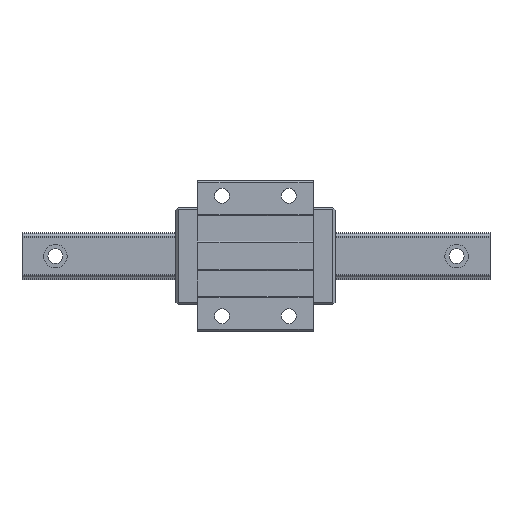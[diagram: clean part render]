
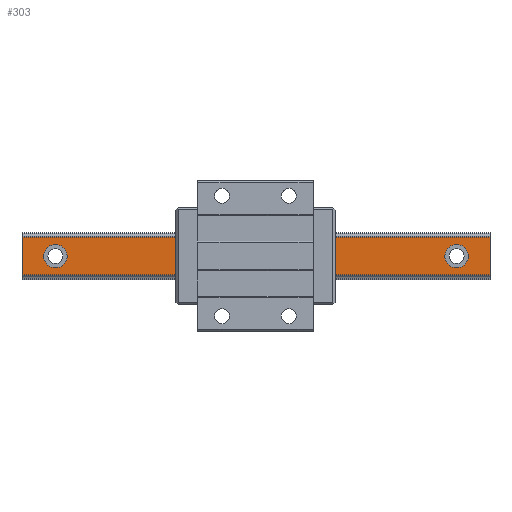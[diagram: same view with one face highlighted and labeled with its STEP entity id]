
A CAD part, top view. The second image highlights one B-rep face of the part: STEP entity #303.
In plain terms, the highlighted planar face has unit normal (0, 0, 1).
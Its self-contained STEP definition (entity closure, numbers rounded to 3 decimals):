
#111=FACE_BOUND('',#645,.T.);
#112=FACE_BOUND('',#646,.T.);
#113=FACE_BOUND('',#647,.T.);
#114=FACE_BOUND('',#648,.T.);
#115=FACE_BOUND('',#649,.T.);
#197=PLANE('',#3309);
#303=ADVANCED_FACE('',(#111,#112,#113,#114,#115),#197,.T.);
#645=EDGE_LOOP('',(#1075));
#646=EDGE_LOOP('',(#1076));
#647=EDGE_LOOP('',(#1077));
#648=EDGE_LOOP('',(#1078));
#649=EDGE_LOOP('',(#1079,#1080,#1081,#1082));
#1075=ORIENTED_EDGE('',*,*,#2329,.T.);
#1076=ORIENTED_EDGE('',*,*,#2330,.T.);
#1077=ORIENTED_EDGE('',*,*,#2331,.T.);
#1078=ORIENTED_EDGE('',*,*,#2332,.T.);
#1079=ORIENTED_EDGE('',*,*,#2333,.F.);
#1080=ORIENTED_EDGE('',*,*,#2328,.F.);
#1081=ORIENTED_EDGE('',*,*,#2334,.T.);
#1082=ORIENTED_EDGE('',*,*,#2335,.T.);
#1953=VERTEX_POINT('',#4531);
#1954=VERTEX_POINT('',#4533);
#1955=VERTEX_POINT('',#4537);
#1956=VERTEX_POINT('',#4539);
#1957=VERTEX_POINT('',#4541);
#1958=VERTEX_POINT('',#4543);
#1959=VERTEX_POINT('',#4545);
#1960=VERTEX_POINT('',#4547);
#2328=EDGE_CURVE('',#1954,#1953,#2859,.T.);
#2329=EDGE_CURVE('',#1955,#1955,#2741,.T.);
#2330=EDGE_CURVE('',#1956,#1956,#2742,.T.);
#2331=EDGE_CURVE('',#1957,#1957,#2743,.T.);
#2332=EDGE_CURVE('',#1958,#1958,#2744,.T.);
#2333=EDGE_CURVE('',#1953,#1959,#2860,.T.);
#2334=EDGE_CURVE('',#1954,#1960,#2861,.T.);
#2335=EDGE_CURVE('',#1960,#1959,#2862,.T.);
#2741=CIRCLE('',#3305,7.);
#2742=CIRCLE('',#3306,7.);
#2743=CIRCLE('',#3307,7.);
#2744=CIRCLE('',#3308,7.);
#2859=LINE('',#4534,#3066);
#2860=LINE('',#4544,#3067);
#2861=LINE('',#4546,#3068);
#2862=LINE('',#4548,#3069);
#3066=VECTOR('',#3678,1.);
#3067=VECTOR('',#3689,1.);
#3068=VECTOR('',#3690,1.);
#3069=VECTOR('',#3691,1.);
#3305=AXIS2_PLACEMENT_3D('',#4536,#3681,#3682);
#3306=AXIS2_PLACEMENT_3D('',#4538,#3683,#3684);
#3307=AXIS2_PLACEMENT_3D('',#4540,#3685,#3686);
#3308=AXIS2_PLACEMENT_3D('',#4542,#3687,#3688);
#3309=AXIS2_PLACEMENT_3D('',#4549,#3692,#3693);
#3678=DIRECTION('',(-1.,0.,0.));
#3681=DIRECTION('',(0.,0.,-1.));
#3682=DIRECTION('',(-1.,0.,0.));
#3683=DIRECTION('',(0.,0.,-1.));
#3684=DIRECTION('',(-1.,0.,0.));
#3685=DIRECTION('',(0.,0.,-1.));
#3686=DIRECTION('',(-1.,0.,0.));
#3687=DIRECTION('',(0.,0.,-1.));
#3688=DIRECTION('',(-1.,0.,0.));
#3689=DIRECTION('',(0.,1.,0.));
#3690=DIRECTION('',(0.,1.,0.));
#3691=DIRECTION('',(-1.,0.,0.));
#3692=DIRECTION('',(0.,0.,1.));
#3693=DIRECTION('',(1.,0.,0.));
#4531=CARTESIAN_POINT('',(286.838,-1033.311,23.));
#4533=CARTESIAN_POINT('',(566.838,-1033.311,23.));
#4534=CARTESIAN_POINT('',(511.838,-1033.311,23.));
#4536=CARTESIAN_POINT('',(546.838,-1022.167,23.));
#4537=CARTESIAN_POINT('',(539.838,-1022.167,23.));
#4538=CARTESIAN_POINT('',(466.838,-1022.167,23.));
#4539=CARTESIAN_POINT('',(459.838,-1022.167,23.));
#4540=CARTESIAN_POINT('',(386.838,-1022.167,23.));
#4541=CARTESIAN_POINT('',(379.838,-1022.167,23.));
#4542=CARTESIAN_POINT('',(306.838,-1022.167,23.));
#4543=CARTESIAN_POINT('',(299.838,-1022.167,23.));
#4544=CARTESIAN_POINT('',(286.838,-1033.311,23.));
#4545=CARTESIAN_POINT('',(286.838,-1011.022,23.));
#4546=CARTESIAN_POINT('',(566.838,-1033.311,23.));
#4547=CARTESIAN_POINT('',(566.838,-1011.022,23.));
#4548=CARTESIAN_POINT('',(511.838,-1011.022,23.));
#4549=CARTESIAN_POINT('',(511.838,-1033.311,23.));
